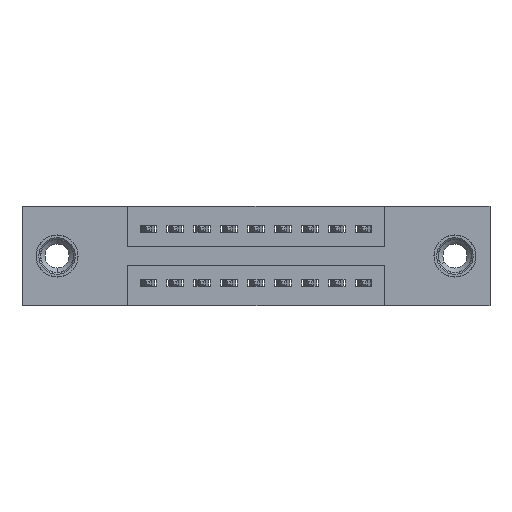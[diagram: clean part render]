
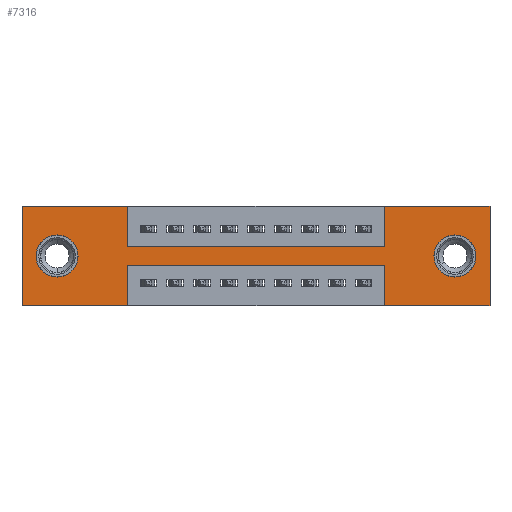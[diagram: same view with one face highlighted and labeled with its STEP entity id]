
A CAD part, front view. The second image highlights one B-rep face of the part: STEP entity #7316.
In plain terms, the highlighted planar face has unit normal (0, -1, 0).
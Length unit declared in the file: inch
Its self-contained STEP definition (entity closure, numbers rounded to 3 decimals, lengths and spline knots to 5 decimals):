
#33 = DIRECTION ( 'NONE',  ( 0., 1., 0. ) ) ;
#160 = VERTEX_POINT ( 'NONE', #4533 ) ;
#227 = EDGE_CURVE ( 'NONE', #9330, #9614, #4339, .T. ) ;
#309 = EDGE_CURVE ( 'NONE', #1936, #9280, #1006, .T. ) ;
#349 = CARTESIAN_POINT ( 'NONE',  ( 0.13, 0., -0.263 ) ) ;
#500 = ORIENTED_EDGE ( 'NONE', *, *, #12652, .F. ) ;
#763 = EDGE_CURVE ( 'NONE', #11600, #3540, #992, .T. ) ;
#834 = DIRECTION ( 'NONE',  ( -1., 0., 0. ) ) ;
#836 = CARTESIAN_POINT ( 'NONE',  ( 1.605, 0., -0.185 ) ) ;
#880 = LINE ( 'NONE', #6843, #8807 ) ;
#992 = LINE ( 'NONE', #11201, #8615 ) ;
#1006 = CIRCLE ( 'NONE', #6514, 0.078 ) ;
#1205 = DIRECTION ( 'NONE',  ( 0., 0., -1. ) ) ;
#1303 = DIRECTION ( 'NONE',  ( -1., 0., 0. ) ) ;
#1510 = CARTESIAN_POINT ( 'NONE',  ( 1.735, 0., -0.37 ) ) ;
#1690 = VERTEX_POINT ( 'NONE', #12318 ) ;
#1861 = DIRECTION ( 'NONE',  ( 0., 0., -1. ) ) ;
#1871 = FACE_BOUND ( 'NONE', #11338, .T. ) ;
#1936 = VERTEX_POINT ( 'NONE', #11642 ) ;
#1991 = CARTESIAN_POINT ( 'NONE',  ( 0.3925, 0., -0.22 ) ) ;
#2004 = VECTOR ( 'NONE', #9839, 39.37008 ) ;
#2103 = ORIENTED_EDGE ( 'NONE', *, *, #2133, .F. ) ;
#2118 = EDGE_CURVE ( 'NONE', #6431, #9330, #12292, .T. ) ;
#2133 = EDGE_CURVE ( 'NONE', #1690, #2159, #9171, .T. ) ;
#2159 = VERTEX_POINT ( 'NONE', #3306 ) ;
#2254 = DIRECTION ( 'NONE',  ( 1., 0., 0. ) ) ;
#2283 = DIRECTION ( 'NONE',  ( 1., 0., 0. ) ) ;
#2320 = LINE ( 'NONE', #1991, #2004 ) ;
#2650 = CARTESIAN_POINT ( 'NONE',  ( 1.735, 0., 0. ) ) ;
#2737 = CARTESIAN_POINT ( 'NONE',  ( 1.3425, 0., -0.22 ) ) ;
#2923 = CARTESIAN_POINT ( 'NONE',  ( 1.605, 0., -0.107 ) ) ;
#2927 = DIRECTION ( 'NONE',  ( 0., 0., 1. ) ) ;
#3094 = CARTESIAN_POINT ( 'NONE',  ( 1.3425, 0., 0. ) ) ;
#3162 = VECTOR ( 'NONE', #834, 39.37008 ) ;
#3229 = DIRECTION ( 'NONE',  ( 1., 0., 0. ) ) ;
#3235 = EDGE_CURVE ( 'NONE', #8320, #9648, #11816, .T. ) ;
#3267 = CIRCLE ( 'NONE', #9014, 0.078 ) ;
#3306 = CARTESIAN_POINT ( 'NONE',  ( 0.3925, 0., 0. ) ) ;
#3317 = DIRECTION ( 'NONE',  ( 0., 0., -1. ) ) ;
#3516 = ORIENTED_EDGE ( 'NONE', *, *, #763, .F. ) ;
#3540 = VERTEX_POINT ( 'NONE', #1510 ) ;
#3812 = VERTEX_POINT ( 'NONE', #7858 ) ;
#4151 = ORIENTED_EDGE ( 'NONE', *, *, #227, .F. ) ;
#4167 = EDGE_CURVE ( 'NONE', #11087, #3812, #6107, .T. ) ;
#4339 = LINE ( 'NONE', #3094, #11443 ) ;
#4533 = CARTESIAN_POINT ( 'NONE',  ( 0., 0., -0.37 ) ) ;
#4685 = DIRECTION ( 'NONE',  ( 0., 1., 0. ) ) ;
#4873 = FACE_OUTER_BOUND ( 'NONE', #6917, .T. ) ;
#4919 = CARTESIAN_POINT ( 'NONE',  ( 1.3425, 0., -0.37 ) ) ;
#5019 = DIRECTION ( 'NONE',  ( 0., 0., 1. ) ) ;
#5367 = CARTESIAN_POINT ( 'NONE',  ( 0.3925, 0., 0. ) ) ;
#5563 = ORIENTED_EDGE ( 'NONE', *, *, #11143, .F. ) ;
#5611 = LINE ( 'NONE', #6329, #7888 ) ;
#5798 = AXIS2_PLACEMENT_3D ( 'NONE', #6100, #33, #7078 ) ;
#5806 = VERTEX_POINT ( 'NONE', #4919 ) ;
#6100 = CARTESIAN_POINT ( 'NONE',  ( 1.605, 0., -0.185 ) ) ;
#6107 = LINE ( 'NONE', #9200, #10900 ) ;
#6329 = CARTESIAN_POINT ( 'NONE',  ( 0., 0., -0.37 ) ) ;
#6356 = DIRECTION ( 'NONE',  ( 0., 0., -1. ) ) ;
#6404 = EDGE_CURVE ( 'NONE', #3812, #160, #8116, .T. ) ;
#6431 = VERTEX_POINT ( 'NONE', #9755 ) ;
#6494 = ORIENTED_EDGE ( 'NONE', *, *, #10731, .F. ) ;
#6514 = AXIS2_PLACEMENT_3D ( 'NONE', #12295, #12262, #12120 ) ;
#6811 = CARTESIAN_POINT ( 'NONE',  ( 1.3425, 0., 0. ) ) ;
#6843 = CARTESIAN_POINT ( 'NONE',  ( 0., 0., 0. ) ) ;
#6917 = EDGE_LOOP ( 'NONE', ( #9473, #7842, #5563, #500, #3516, #6494, #4151, #11873, #7100, #2103, #12468, #10218 ) ) ;
#6951 = CARTESIAN_POINT ( 'NONE',  ( 1.3425, 0., -0.37 ) ) ;
#7078 = DIRECTION ( 'NONE',  ( 0., 0., -1. ) ) ;
#7100 = ORIENTED_EDGE ( 'NONE', *, *, #11353, .F. ) ;
#7172 = LINE ( 'NONE', #6951, #9411 ) ;
#7175 = FACE_BOUND ( 'NONE', #10691, .T. ) ;
#7194 = DIRECTION ( 'NONE',  ( 0., -1., 0. ) ) ;
#7316 = ADVANCED_FACE ( 'NONE', ( #1871, #7175, #4873 ), #8134, .T. ) ;
#7318 = VECTOR ( 'NONE', #6356, 39.37008 ) ;
#7484 = LINE ( 'NONE', #10116, #11655 ) ;
#7678 = ORIENTED_EDGE ( 'NONE', *, *, #12180, .T. ) ;
#7810 = DIRECTION ( 'NONE',  ( 0., 1., 0. ) ) ;
#7842 = ORIENTED_EDGE ( 'NONE', *, *, #8367, .F. ) ;
#7858 = CARTESIAN_POINT ( 'NONE',  ( 0.3925, 0., -0.37 ) ) ;
#7861 = AXIS2_PLACEMENT_3D ( 'NONE', #10995, #7194, #1205 ) ;
#7888 = VECTOR ( 'NONE', #1303, 39.37008 ) ;
#8116 = LINE ( 'NONE', #9674, #3162 ) ;
#8117 = CARTESIAN_POINT ( 'NONE',  ( 0.3925, 0., -0.15 ) ) ;
#8134 = PLANE ( 'NONE',  #7861 ) ;
#8290 = EDGE_CURVE ( 'NONE', #160, #1690, #880, .T. ) ;
#8320 = VERTEX_POINT ( 'NONE', #11635 ) ;
#8367 = EDGE_CURVE ( 'NONE', #11652, #11087, #2320, .T. ) ;
#8615 = VECTOR ( 'NONE', #10931, 39.37008 ) ;
#8779 = DIRECTION ( 'NONE',  ( 0., 0., 1. ) ) ;
#8807 = VECTOR ( 'NONE', #8779, 39.37008 ) ;
#8876 = VECTOR ( 'NONE', #2254, 39.37008 ) ;
#9014 = AXIS2_PLACEMENT_3D ( 'NONE', #836, #7810, #1861 ) ;
#9035 = ORIENTED_EDGE ( 'NONE', *, *, #3235, .T. ) ;
#9171 = LINE ( 'NONE', #11971, #8876 ) ;
#9200 = CARTESIAN_POINT ( 'NONE',  ( 0.3925, 0., -0.37 ) ) ;
#9280 = VERTEX_POINT ( 'NONE', #349 ) ;
#9330 = VERTEX_POINT ( 'NONE', #11232 ) ;
#9411 = VECTOR ( 'NONE', #5019, 39.37008 ) ;
#9473 = ORIENTED_EDGE ( 'NONE', *, *, #4167, .F. ) ;
#9614 = VERTEX_POINT ( 'NONE', #6811 ) ;
#9648 = VERTEX_POINT ( 'NONE', #2923 ) ;
#9674 = CARTESIAN_POINT ( 'NONE',  ( 0., 0., -0.37 ) ) ;
#9755 = CARTESIAN_POINT ( 'NONE',  ( 0.3925, 0., -0.15 ) ) ;
#9839 = DIRECTION ( 'NONE',  ( -1., 0., 0. ) ) ;
#9911 = ORIENTED_EDGE ( 'NONE', *, *, #309, .T. ) ;
#10116 = CARTESIAN_POINT ( 'NONE',  ( 0., 0., 0. ) ) ;
#10142 = LINE ( 'NONE', #5367, #7318 ) ;
#10218 = ORIENTED_EDGE ( 'NONE', *, *, #6404, .F. ) ;
#10453 = CARTESIAN_POINT ( 'NONE',  ( 0.13, 0., -0.185 ) ) ;
#10691 = EDGE_LOOP ( 'NONE', ( #9911, #7678 ) ) ;
#10721 = CIRCLE ( 'NONE', #12052, 0.078 ) ;
#10731 = EDGE_CURVE ( 'NONE', #9614, #11600, #7484, .T. ) ;
#10900 = VECTOR ( 'NONE', #3317, 39.37008 ) ;
#10931 = DIRECTION ( 'NONE',  ( 0., 0., -1. ) ) ;
#10995 = CARTESIAN_POINT ( 'NONE',  ( 0., 0., -0.37 ) ) ;
#11087 = VERTEX_POINT ( 'NONE', #11618 ) ;
#11143 = EDGE_CURVE ( 'NONE', #5806, #11652, #7172, .T. ) ;
#11201 = CARTESIAN_POINT ( 'NONE',  ( 1.735, 0., 0. ) ) ;
#11232 = CARTESIAN_POINT ( 'NONE',  ( 1.3425, 0., -0.15 ) ) ;
#11251 = ORIENTED_EDGE ( 'NONE', *, *, #11708, .T. ) ;
#11338 = EDGE_LOOP ( 'NONE', ( #11251, #9035 ) ) ;
#11353 = EDGE_CURVE ( 'NONE', #2159, #6431, #10142, .T. ) ;
#11422 = DIRECTION ( 'NONE',  ( 0., 0., 1. ) ) ;
#11443 = VECTOR ( 'NONE', #2927, 39.37008 ) ;
#11600 = VERTEX_POINT ( 'NONE', #2650 ) ;
#11618 = CARTESIAN_POINT ( 'NONE',  ( 0.3925, 0., -0.22 ) ) ;
#11635 = CARTESIAN_POINT ( 'NONE',  ( 1.605, 0., -0.263 ) ) ;
#11642 = CARTESIAN_POINT ( 'NONE',  ( 0.13, 0., -0.107 ) ) ;
#11652 = VERTEX_POINT ( 'NONE', #2737 ) ;
#11655 = VECTOR ( 'NONE', #2283, 39.37008 ) ;
#11694 = VECTOR ( 'NONE', #3229, 39.37008 ) ;
#11708 = EDGE_CURVE ( 'NONE', #9648, #8320, #3267, .T. ) ;
#11816 = CIRCLE ( 'NONE', #5798, 0.078 ) ;
#11873 = ORIENTED_EDGE ( 'NONE', *, *, #2118, .F. ) ;
#11971 = CARTESIAN_POINT ( 'NONE',  ( 0., 0., 0. ) ) ;
#12052 = AXIS2_PLACEMENT_3D ( 'NONE', #10453, #4685, #11422 ) ;
#12120 = DIRECTION ( 'NONE',  ( 0., 0., 1. ) ) ;
#12180 = EDGE_CURVE ( 'NONE', #9280, #1936, #10721, .T. ) ;
#12262 = DIRECTION ( 'NONE',  ( 0., 1., 0. ) ) ;
#12292 = LINE ( 'NONE', #8117, #11694 ) ;
#12295 = CARTESIAN_POINT ( 'NONE',  ( 0.13, 0., -0.185 ) ) ;
#12318 = CARTESIAN_POINT ( 'NONE',  ( 0., 0., 0. ) ) ;
#12468 = ORIENTED_EDGE ( 'NONE', *, *, #8290, .F. ) ;
#12652 = EDGE_CURVE ( 'NONE', #3540, #5806, #5611, .T. ) ;
